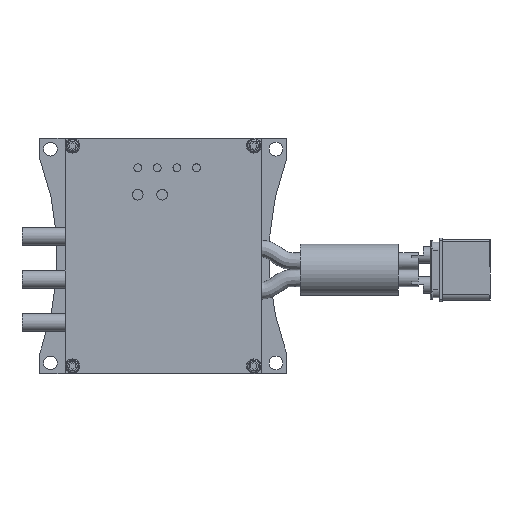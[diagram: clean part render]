
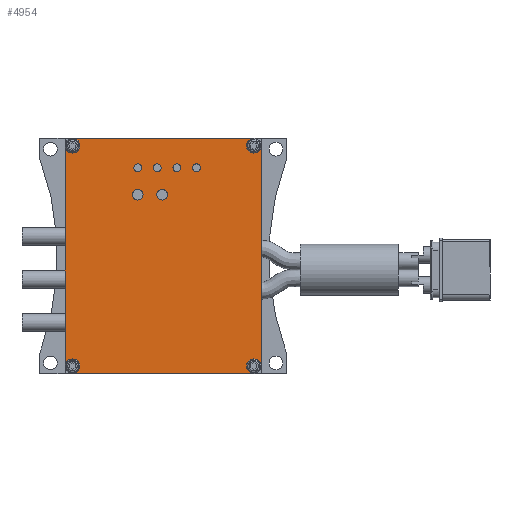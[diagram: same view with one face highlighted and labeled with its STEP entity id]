
A CAD part, top view. The second image highlights one B-rep face of the part: STEP entity #4954.
In plain terms, the highlighted planar face has unit normal (0, 0, 1).
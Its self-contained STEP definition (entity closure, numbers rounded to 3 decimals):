
#81=FACE_BOUND('',#934,.T.);
#82=FACE_BOUND('',#935,.T.);
#83=FACE_BOUND('',#936,.T.);
#84=FACE_BOUND('',#937,.T.);
#85=FACE_BOUND('',#938,.T.);
#86=FACE_BOUND('',#939,.T.);
#256=CIRCLE('',#5397,1.875);
#257=CIRCLE('',#5405,1.875);
#258=CIRCLE('',#5406,1.875);
#259=CIRCLE('',#5407,1.875);
#260=CIRCLE('',#5408,1.);
#261=CIRCLE('',#5409,1.);
#262=CIRCLE('',#5410,1.375);
#263=CIRCLE('',#5411,1.);
#264=CIRCLE('',#5412,1.);
#265=CIRCLE('',#5413,1.375);
#616=FACE_OUTER_BOUND('',#933,.T.);
#933=EDGE_LOOP('',(#4148,#4149,#4150,#4151,#4152,#4153,#4154,#4155));
#934=EDGE_LOOP('',(#4156));
#935=EDGE_LOOP('',(#4157));
#936=EDGE_LOOP('',(#4158));
#937=EDGE_LOOP('',(#4159));
#938=EDGE_LOOP('',(#4160));
#939=EDGE_LOOP('',(#4161));
#1267=LINE('',#8010,#1731);
#1395=LINE('',#8306,#1859);
#1396=LINE('',#8310,#1860);
#1397=LINE('',#8314,#1861);
#1731=VECTOR('',#6321,10.);
#1859=VECTOR('',#6605,10.);
#1860=VECTOR('',#6608,10.);
#1861=VECTOR('',#6611,10.);
#2243=VERTEX_POINT('',#8007);
#2244=VERTEX_POINT('',#8009);
#2327=VERTEX_POINT('',#8277);
#2334=VERTEX_POINT('',#8305);
#2335=VERTEX_POINT('',#8307);
#2336=VERTEX_POINT('',#8309);
#2337=VERTEX_POINT('',#8311);
#2338=VERTEX_POINT('',#8313);
#2339=VERTEX_POINT('',#8316);
#2340=VERTEX_POINT('',#8318);
#2341=VERTEX_POINT('',#8320);
#2342=VERTEX_POINT('',#8322);
#2343=VERTEX_POINT('',#8324);
#2344=VERTEX_POINT('',#8326);
#2822=EDGE_CURVE('',#2244,#2243,#1267,.T.);
#2954=EDGE_CURVE('',#2243,#2327,#256,.T.);
#2967=EDGE_CURVE('',#2327,#2334,#1395,.T.);
#2968=EDGE_CURVE('',#2334,#2335,#257,.T.);
#2969=EDGE_CURVE('',#2335,#2336,#1396,.T.);
#2970=EDGE_CURVE('',#2336,#2337,#258,.T.);
#2971=EDGE_CURVE('',#2337,#2338,#1397,.T.);
#2972=EDGE_CURVE('',#2338,#2244,#259,.T.);
#2973=EDGE_CURVE('',#2339,#2339,#260,.T.);
#2974=EDGE_CURVE('',#2340,#2340,#261,.T.);
#2975=EDGE_CURVE('',#2341,#2341,#262,.T.);
#2976=EDGE_CURVE('',#2342,#2342,#263,.T.);
#2977=EDGE_CURVE('',#2343,#2343,#264,.T.);
#2978=EDGE_CURVE('',#2344,#2344,#265,.T.);
#4148=ORIENTED_EDGE('',*,*,#2954,.T.);
#4149=ORIENTED_EDGE('',*,*,#2967,.T.);
#4150=ORIENTED_EDGE('',*,*,#2968,.T.);
#4151=ORIENTED_EDGE('',*,*,#2969,.T.);
#4152=ORIENTED_EDGE('',*,*,#2970,.T.);
#4153=ORIENTED_EDGE('',*,*,#2971,.T.);
#4154=ORIENTED_EDGE('',*,*,#2972,.T.);
#4155=ORIENTED_EDGE('',*,*,#2822,.T.);
#4156=ORIENTED_EDGE('',*,*,#2973,.T.);
#4157=ORIENTED_EDGE('',*,*,#2974,.T.);
#4158=ORIENTED_EDGE('',*,*,#2975,.T.);
#4159=ORIENTED_EDGE('',*,*,#2976,.T.);
#4160=ORIENTED_EDGE('',*,*,#2977,.T.);
#4161=ORIENTED_EDGE('',*,*,#2978,.T.);
#4693=PLANE('',#5404);
#4954=ADVANCED_FACE('',(#616,#81,#82,#83,#84,#85,#86),#4693,.T.);
#5397=AXIS2_PLACEMENT_3D('',#8279,#6577,#6578);
#5404=AXIS2_PLACEMENT_3D('',#8304,#6603,#6604);
#5405=AXIS2_PLACEMENT_3D('',#8308,#6606,#6607);
#5406=AXIS2_PLACEMENT_3D('',#8312,#6609,#6610);
#5407=AXIS2_PLACEMENT_3D('',#8315,#6612,#6613);
#5408=AXIS2_PLACEMENT_3D('',#8317,#6614,#6615);
#5409=AXIS2_PLACEMENT_3D('',#8319,#6616,#6617);
#5410=AXIS2_PLACEMENT_3D('',#8321,#6618,#6619);
#5411=AXIS2_PLACEMENT_3D('',#8323,#6620,#6621);
#5412=AXIS2_PLACEMENT_3D('',#8325,#6622,#6623);
#5413=AXIS2_PLACEMENT_3D('',#8327,#6624,#6625);
#6321=DIRECTION('',(0.,-1.,0.));
#6577=DIRECTION('center_axis',(0.,0.,-1.));
#6578=DIRECTION('ref_axis',(1.,0.,0.));
#6603=DIRECTION('center_axis',(0.,0.,1.));
#6604=DIRECTION('ref_axis',(1.,0.,0.));
#6605=DIRECTION('',(1.,0.,0.));
#6606=DIRECTION('center_axis',(0.,0.,-1.));
#6607=DIRECTION('ref_axis',(-1.,0.,0.));
#6608=DIRECTION('',(0.,1.,0.));
#6609=DIRECTION('center_axis',(0.,0.,-1.));
#6610=DIRECTION('ref_axis',(-1.,0.,0.));
#6611=DIRECTION('',(-1.,0.,0.));
#6612=DIRECTION('center_axis',(0.,0.,-1.));
#6613=DIRECTION('ref_axis',(1.,0.,0.));
#6614=DIRECTION('center_axis',(0.,0.,-1.));
#6615=DIRECTION('ref_axis',(-1.,0.,0.));
#6616=DIRECTION('center_axis',(0.,0.,-1.));
#6617=DIRECTION('ref_axis',(-1.,0.,0.));
#6618=DIRECTION('center_axis',(0.,0.,-1.));
#6619=DIRECTION('ref_axis',(-1.,0.,0.));
#6620=DIRECTION('center_axis',(0.,0.,-1.));
#6621=DIRECTION('ref_axis',(-1.,0.,0.));
#6622=DIRECTION('center_axis',(0.,0.,-1.));
#6623=DIRECTION('ref_axis',(-1.,0.,0.));
#6624=DIRECTION('center_axis',(0.,0.,-1.));
#6625=DIRECTION('ref_axis',(-1.,0.,0.));
#8007=CARTESIAN_POINT('',(-25.,-28.125,11.5));
#8009=CARTESIAN_POINT('',(-25.,28.125,11.5));
#8010=CARTESIAN_POINT('',(-25.,-30.,11.5));
#8277=CARTESIAN_POINT('',(-23.125,-30.,11.5));
#8279=CARTESIAN_POINT('Origin',(-23.125,-28.125,11.5));
#8304=CARTESIAN_POINT('Origin',(0.,0.,11.5));
#8305=CARTESIAN_POINT('',(23.125,-30.,11.5));
#8306=CARTESIAN_POINT('',(25.,-30.,11.5));
#8307=CARTESIAN_POINT('',(25.,-28.125,11.5));
#8308=CARTESIAN_POINT('Origin',(23.125,-28.125,11.5));
#8309=CARTESIAN_POINT('',(25.,28.125,11.5));
#8310=CARTESIAN_POINT('',(25.,30.,11.5));
#8311=CARTESIAN_POINT('',(23.125,30.,11.5));
#8312=CARTESIAN_POINT('Origin',(23.125,28.125,11.5));
#8313=CARTESIAN_POINT('',(-23.125,30.,11.5));
#8314=CARTESIAN_POINT('',(-25.,30.,11.5));
#8315=CARTESIAN_POINT('Origin',(-23.125,28.125,11.5));
#8316=CARTESIAN_POINT('',(-5.5,22.5,11.5));
#8317=CARTESIAN_POINT('Origin',(-6.5,22.5,11.5));
#8318=CARTESIAN_POINT('',(4.5,22.5,11.5));
#8319=CARTESIAN_POINT('Origin',(3.5,22.5,11.5));
#8320=CARTESIAN_POINT('',(-5.125,15.625,11.5));
#8321=CARTESIAN_POINT('Origin',(-6.5,15.625,11.5));
#8322=CARTESIAN_POINT('',(-0.5,22.5,11.5));
#8323=CARTESIAN_POINT('Origin',(-1.5,22.5,11.5));
#8324=CARTESIAN_POINT('',(9.5,22.5,11.5));
#8325=CARTESIAN_POINT('Origin',(8.5,22.5,11.5));
#8326=CARTESIAN_POINT('',(1.125,15.625,11.5));
#8327=CARTESIAN_POINT('Origin',(-0.25,15.625,11.5));
